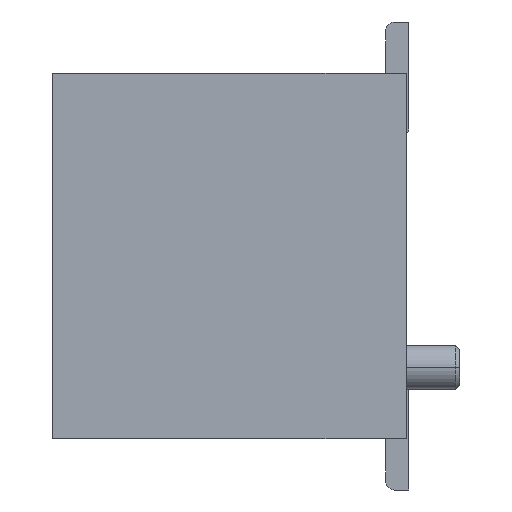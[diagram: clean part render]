
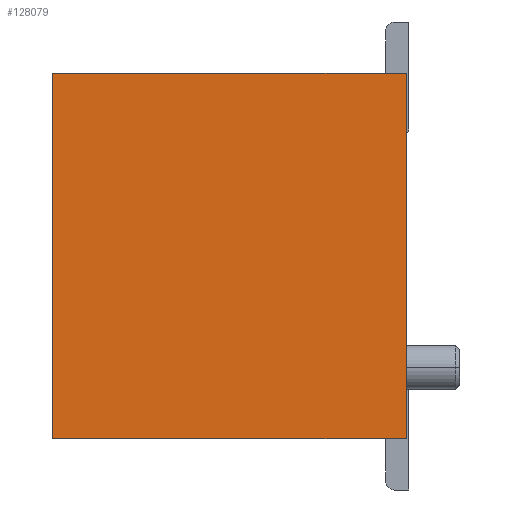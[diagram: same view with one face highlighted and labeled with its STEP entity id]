
A CAD part, left-side view. The second image highlights one B-rep face of the part: STEP entity #128079.
In plain terms, the highlighted planar face has unit normal (-1, 0, 0).
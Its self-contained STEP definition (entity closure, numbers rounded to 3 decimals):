
#119673=CARTESIAN_POINT('',(0.,0.6,-4.1));
#119674=VERTEX_POINT('',#119673);
#119681=CARTESIAN_POINT('',(0.,4.57,-4.1));
#119682=VERTEX_POINT('',#119681);
#119683=CARTESIAN_POINT('',(0.,4.57,-4.1));
#119684=DIRECTION('',(0.,-1.,0.));
#119685=VECTOR('',#119684,3.97);
#119686=LINE('',#119683,#119685);
#119687=EDGE_CURVE('',#119682,#119674,#119686,.T.);
#119794=CARTESIAN_POINT('',(0.,4.57,0.));
#119795=VERTEX_POINT('',#119794);
#119796=CARTESIAN_POINT('',(0.,0.6,0.));
#119797=VERTEX_POINT('',#119796);
#119798=CARTESIAN_POINT('',(0.,4.57,0.));
#119799=DIRECTION('',(0.,-1.,0.));
#119800=VECTOR('',#119799,3.97);
#119801=LINE('',#119798,#119800);
#119802=EDGE_CURVE('',#119795,#119797,#119801,.T.);
#128032=CARTESIAN_POINT('',(0.,0.6,0.));
#128033=DIRECTION('',(0.,0.,-1.));
#128034=VECTOR('',#128033,4.1);
#128035=LINE('',#128032,#128034);
#128036=EDGE_CURVE('',#119797,#119674,#128035,.T.);
#128063=CARTESIAN_POINT('',(0.,2.585,-2.05));
#128064=DIRECTION('',(0.,0.,1.));
#128065=DIRECTION('',(-1.,0.,0.));
#128066=AXIS2_PLACEMENT_3D('',#128063,#128065,#128064);
#128067=PLANE('',#128066);
#128068=ORIENTED_EDGE('',*,*,#119802,.F.);
#128069=CARTESIAN_POINT('',(0.,4.57,0.));
#128070=DIRECTION('',(0.,0.,-1.));
#128071=VECTOR('',#128070,4.1);
#128072=LINE('',#128069,#128071);
#128073=EDGE_CURVE('',#119795,#119682,#128072,.T.);
#128074=ORIENTED_EDGE('',*,*,#128073,.T.);
#128075=ORIENTED_EDGE('',*,*,#119687,.T.);
#128076=ORIENTED_EDGE('',*,*,#128036,.F.);
#128077=EDGE_LOOP('',(#128068,#128074,#128075,#128076));
#128078=FACE_OUTER_BOUND('',#128077,.T.);
#128079=ADVANCED_FACE('',(#128078),#128067,.T.);
